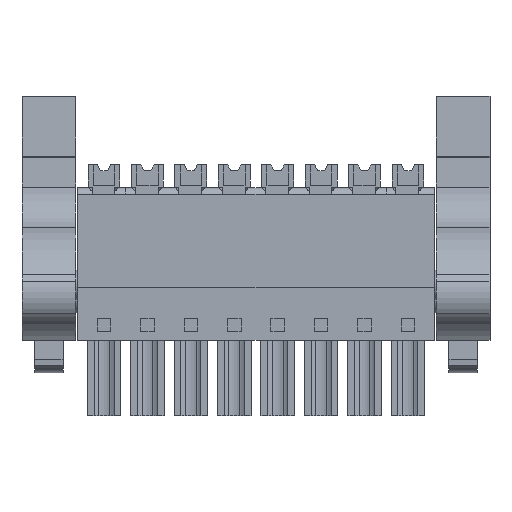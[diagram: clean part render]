
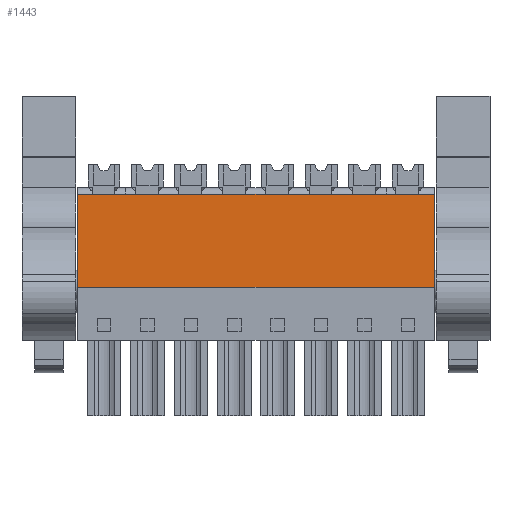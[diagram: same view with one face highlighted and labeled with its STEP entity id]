
A CAD part, front view. The second image highlights one B-rep face of the part: STEP entity #1443.
In plain terms, the highlighted planar face has unit normal (0, -1, 0).
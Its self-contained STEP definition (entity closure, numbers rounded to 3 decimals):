
#1423=AXIS2_PLACEMENT_3D('Plane Axis2P3D',#1420,#1421,#1422) ;
#77=CARTESIAN_POINT('Vertex',(4.9,2.029,11.25)) ;
#80=CARTESIAN_POINT('Line Origine',(4.9,2.029,13.3)) ;
#84=CARTESIAN_POINT('Vertex',(4.9,2.029,19.4)) ;
#1405=CARTESIAN_POINT('Vertex',(36.17,2.029,11.25)) ;
#1408=CARTESIAN_POINT('Line Origine',(20.535,2.029,11.25)) ;
#1420=CARTESIAN_POINT('Axis2P3D Location',(20.04,2.029,19.4)) ;
#1425=CARTESIAN_POINT('Line Origine',(36.17,2.029,15.325)) ;
#1429=CARTESIAN_POINT('Vertex',(36.17,2.029,19.4)) ;
#1432=CARTESIAN_POINT('Line Origine',(20.535,2.029,19.4)) ;
#81=DIRECTION('Vector Direction',(0.,0.,1.)) ;
#1409=DIRECTION('Vector Direction',(1.,0.,0.)) ;
#1421=DIRECTION('Axis2P3D Direction',(0.,-1.,0.)) ;
#1422=DIRECTION('Axis2P3D XDirection',(0.,0.,-1.)) ;
#1426=DIRECTION('Vector Direction',(0.,0.,-1.)) ;
#1433=DIRECTION('Vector Direction',(1.,0.,0.)) ;
#82=VECTOR('Line Direction',#81,1.) ;
#1410=VECTOR('Line Direction',#1409,1.) ;
#1427=VECTOR('Line Direction',#1426,1.) ;
#1434=VECTOR('Line Direction',#1433,1.) ;
#1438=ORIENTED_EDGE('',*,*,#1412,.T.) ;
#1439=ORIENTED_EDGE('',*,*,#1431,.F.) ;
#1440=ORIENTED_EDGE('',*,*,#1436,.F.) ;
#1441=ORIENTED_EDGE('',*,*,#86,.F.) ;
#1443=ADVANCED_FACE('HOUSING',(#1442),#1424,.T.) ;
#86=EDGE_CURVE('',#78,#85,#83,.T.) ;
#1412=EDGE_CURVE('',#78,#1406,#1411,.T.) ;
#1431=EDGE_CURVE('',#1430,#1406,#1428,.T.) ;
#1436=EDGE_CURVE('',#85,#1430,#1435,.T.) ;
#1437=EDGE_LOOP('',(#1438,#1439,#1440,#1441)) ;
#1442=FACE_OUTER_BOUND('',#1437,.T.) ;
#83=LINE('Line',#80,#82) ;
#1411=LINE('Line',#1408,#1410) ;
#1428=LINE('Line',#1425,#1427) ;
#1435=LINE('Line',#1432,#1434) ;
#1424=PLANE('',#1423) ;
#78=VERTEX_POINT('',#77) ;
#85=VERTEX_POINT('',#84) ;
#1406=VERTEX_POINT('',#1405) ;
#1430=VERTEX_POINT('',#1429) ;
